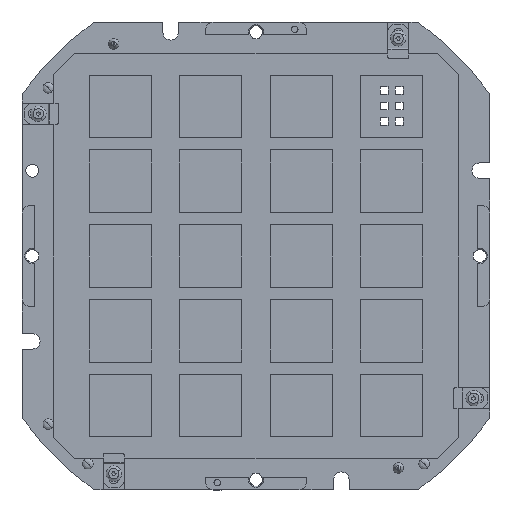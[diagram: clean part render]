
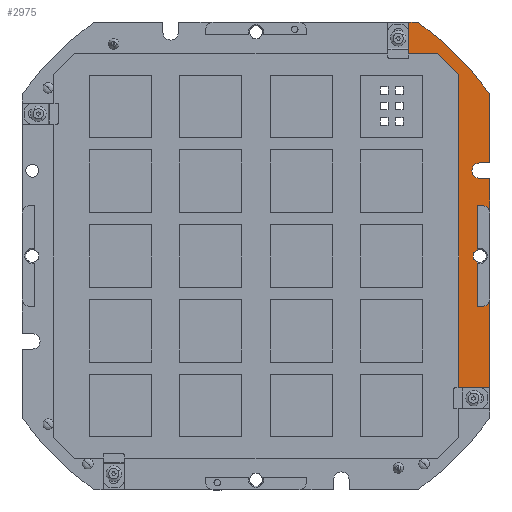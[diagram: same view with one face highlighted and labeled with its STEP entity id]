
A CAD part, front view. The second image highlights one B-rep face of the part: STEP entity #2975.
In plain terms, the highlighted planar face has unit normal (0, -1, 0).
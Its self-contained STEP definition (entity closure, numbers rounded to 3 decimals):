
#1444 = VERTEX_POINT('',#1445);
#1445 = CARTESIAN_POINT('',(85.5,0.,-2.291));
#1451 = EDGE_CURVE('',#1444,#1452,#1454,.T.);
#1452 = VERTEX_POINT('',#1453);
#1453 = CARTESIAN_POINT('',(85.5,0.,2.291));
#1454 = CIRCLE('',#1455,2.5);
#1455 = AXIS2_PLACEMENT_3D('',#1456,#1457,#1458);
#1456 = CARTESIAN_POINT('',(86.5,0.,0.));
#1457 = DIRECTION('',(0.,1.,0.));
#1458 = DIRECTION('',(0.,-0.,1.));
#2709 = VERTEX_POINT('',#2710);
#2710 = CARTESIAN_POINT('',(78.375,0.,-50.935));
#2716 = EDGE_CURVE('',#2709,#2717,#2719,.T.);
#2717 = VERTEX_POINT('',#2718);
#2718 = CARTESIAN_POINT('',(78.375,0.,70.117));
#2719 = LINE('',#2720,#2721);
#2720 = CARTESIAN_POINT('',(78.375,0.,-78.375));
#2721 = VECTOR('',#2722,1.);
#2722 = DIRECTION('',(0.,0.,1.));
#2738 = EDGE_CURVE('',#2739,#2741,#2743,.T.);
#2739 = VERTEX_POINT('',#2740);
#2740 = CARTESIAN_POINT('',(70.117,0.,78.375));
#2741 = VERTEX_POINT('',#2742);
#2742 = CARTESIAN_POINT('',(59.065,0.,78.375));
#2743 = LINE('',#2744,#2745);
#2744 = CARTESIAN_POINT('',(-78.375,0.,78.375));
#2745 = VECTOR('',#2746,1.);
#2746 = DIRECTION('',(-1.,0.,0.));
#2975 = ADVANCED_FACE('',(#2976),#3115,.F.);
#2976 = FACE_BOUND('',#2977,.T.);
#2977 = EDGE_LOOP('',(#2978,#2986,#2987,#2993,#2994,#3002,#3010,#3019,
    #3027,#3033,#3034,#3042,#3050,#3059,#3067,#3075,#3084,#3092,#3100,
    #3109));
#2978 = ORIENTED_EDGE('',*,*,#2979,.F.);
#2979 = EDGE_CURVE('',#2741,#2980,#2982,.T.);
#2980 = VERTEX_POINT('',#2981);
#2981 = CARTESIAN_POINT('',(59.065,0.,90.5));
#2982 = LINE('',#2983,#2984);
#2983 = CARTESIAN_POINT('',(59.065,0.,79.375));
#2984 = VECTOR('',#2985,1.);
#2985 = DIRECTION('',(0.,0.,1.));
#2986 = ORIENTED_EDGE('',*,*,#2738,.F.);
#2987 = ORIENTED_EDGE('',*,*,#2988,.T.);
#2988 = EDGE_CURVE('',#2739,#2717,#2989,.T.);
#2989 = LINE('',#2990,#2991);
#2990 = CARTESIAN_POINT('',(74.246,0.,74.246));
#2991 = VECTOR('',#2992,1.);
#2992 = DIRECTION('',(0.707,0.,-0.707));
#2993 = ORIENTED_EDGE('',*,*,#2716,.F.);
#2994 = ORIENTED_EDGE('',*,*,#2995,.F.);
#2995 = EDGE_CURVE('',#2996,#2709,#2998,.T.);
#2996 = VERTEX_POINT('',#2997);
#2997 = CARTESIAN_POINT('',(90.5,0.,-50.935));
#2998 = LINE('',#2999,#3000);
#2999 = CARTESIAN_POINT('',(90.5,0.,-50.935));
#3000 = VECTOR('',#3001,1.);
#3001 = DIRECTION('',(-1.,0.,0.));
#3002 = ORIENTED_EDGE('',*,*,#3003,.F.);
#3003 = EDGE_CURVE('',#3004,#2996,#3006,.T.);
#3004 = VERTEX_POINT('',#3005);
#3005 = CARTESIAN_POINT('',(90.5,0.,-16.5));
#3006 = LINE('',#3007,#3008);
#3007 = CARTESIAN_POINT('',(90.5,0.,0.));
#3008 = VECTOR('',#3009,1.);
#3009 = DIRECTION('',(0.,0.,-1.));
#3010 = ORIENTED_EDGE('',*,*,#3011,.T.);
#3011 = EDGE_CURVE('',#3004,#3012,#3014,.T.);
#3012 = VERTEX_POINT('',#3013);
#3013 = CARTESIAN_POINT('',(87.5,0.,-19.5));
#3014 = CIRCLE('',#3015,3.);
#3015 = AXIS2_PLACEMENT_3D('',#3016,#3017,#3018);
#3016 = CARTESIAN_POINT('',(87.5,0.,-16.5));
#3017 = DIRECTION('',(0.,1.,0.));
#3018 = DIRECTION('',(0.,-0.,1.));
#3019 = ORIENTED_EDGE('',*,*,#3020,.F.);
#3020 = EDGE_CURVE('',#3021,#3012,#3023,.T.);
#3021 = VERTEX_POINT('',#3022);
#3022 = CARTESIAN_POINT('',(85.5,0.,-19.5));
#3023 = LINE('',#3024,#3025);
#3024 = CARTESIAN_POINT('',(85.5,0.,-19.5));
#3025 = VECTOR('',#3026,1.);
#3026 = DIRECTION('',(1.,0.,0.));
#3027 = ORIENTED_EDGE('',*,*,#3028,.F.);
#3028 = EDGE_CURVE('',#1444,#3021,#3029,.T.);
#3029 = LINE('',#3030,#3031);
#3030 = CARTESIAN_POINT('',(85.5,0.,-19.5));
#3031 = VECTOR('',#3032,1.);
#3032 = DIRECTION('',(0.,0.,-1.));
#3033 = ORIENTED_EDGE('',*,*,#1451,.T.);
#3034 = ORIENTED_EDGE('',*,*,#3035,.F.);
#3035 = EDGE_CURVE('',#3036,#1452,#3038,.T.);
#3036 = VERTEX_POINT('',#3037);
#3037 = CARTESIAN_POINT('',(85.5,0.,19.5));
#3038 = LINE('',#3039,#3040);
#3039 = CARTESIAN_POINT('',(85.5,0.,2.291));
#3040 = VECTOR('',#3041,1.);
#3041 = DIRECTION('',(0.,0.,-1.));
#3042 = ORIENTED_EDGE('',*,*,#3043,.F.);
#3043 = EDGE_CURVE('',#3044,#3036,#3046,.T.);
#3044 = VERTEX_POINT('',#3045);
#3045 = CARTESIAN_POINT('',(87.5,0.,19.5));
#3046 = LINE('',#3047,#3048);
#3047 = CARTESIAN_POINT('',(85.5,0.,19.5));
#3048 = VECTOR('',#3049,1.);
#3049 = DIRECTION('',(-1.,0.,0.));
#3050 = ORIENTED_EDGE('',*,*,#3051,.T.);
#3051 = EDGE_CURVE('',#3044,#3052,#3054,.T.);
#3052 = VERTEX_POINT('',#3053);
#3053 = CARTESIAN_POINT('',(90.5,0.,16.5));
#3054 = CIRCLE('',#3055,3.);
#3055 = AXIS2_PLACEMENT_3D('',#3056,#3057,#3058);
#3056 = CARTESIAN_POINT('',(87.5,0.,16.5));
#3057 = DIRECTION('',(0.,1.,0.));
#3058 = DIRECTION('',(0.,-0.,1.));
#3059 = ORIENTED_EDGE('',*,*,#3060,.F.);
#3060 = EDGE_CURVE('',#3061,#3052,#3063,.T.);
#3061 = VERTEX_POINT('',#3062);
#3062 = CARTESIAN_POINT('',(90.5,0.,30.));
#3063 = LINE('',#3064,#3065);
#3064 = CARTESIAN_POINT('',(90.5,0.,0.));
#3065 = VECTOR('',#3066,1.);
#3066 = DIRECTION('',(0.,0.,-1.));
#3067 = ORIENTED_EDGE('',*,*,#3068,.T.);
#3068 = EDGE_CURVE('',#3061,#3069,#3071,.T.);
#3069 = VERTEX_POINT('',#3070);
#3070 = CARTESIAN_POINT('',(86.5,0.,30.));
#3071 = LINE('',#3072,#3073);
#3072 = CARTESIAN_POINT('',(0.,0.,30.));
#3073 = VECTOR('',#3074,1.);
#3074 = DIRECTION('',(-1.,0.,0.));
#3075 = ORIENTED_EDGE('',*,*,#3076,.T.);
#3076 = EDGE_CURVE('',#3069,#3077,#3079,.T.);
#3077 = VERTEX_POINT('',#3078);
#3078 = CARTESIAN_POINT('',(86.5,0.,36.));
#3079 = CIRCLE('',#3080,3.);
#3080 = AXIS2_PLACEMENT_3D('',#3081,#3082,#3083);
#3081 = CARTESIAN_POINT('',(86.5,0.,33.));
#3082 = DIRECTION('',(0.,1.,0.));
#3083 = DIRECTION('',(0.,-0.,1.));
#3084 = ORIENTED_EDGE('',*,*,#3085,.T.);
#3085 = EDGE_CURVE('',#3077,#3086,#3088,.T.);
#3086 = VERTEX_POINT('',#3087);
#3087 = CARTESIAN_POINT('',(90.5,0.,36.));
#3088 = LINE('',#3089,#3090);
#3089 = CARTESIAN_POINT('',(0.,0.,36.));
#3090 = VECTOR('',#3091,1.);
#3091 = DIRECTION('',(1.,0.,0.));
#3092 = ORIENTED_EDGE('',*,*,#3093,.F.);
#3093 = EDGE_CURVE('',#3094,#3086,#3096,.T.);
#3094 = VERTEX_POINT('',#3095);
#3095 = CARTESIAN_POINT('',(90.5,0.,62.528));
#3096 = LINE('',#3097,#3098);
#3097 = CARTESIAN_POINT('',(90.5,0.,0.));
#3098 = VECTOR('',#3099,1.);
#3099 = DIRECTION('',(0.,0.,-1.));
#3100 = ORIENTED_EDGE('',*,*,#3101,.F.);
#3101 = EDGE_CURVE('',#3102,#3094,#3104,.T.);
#3102 = VERTEX_POINT('',#3103);
#3103 = CARTESIAN_POINT('',(62.528,0.,90.5));
#3104 = CIRCLE('',#3105,110.);
#3105 = AXIS2_PLACEMENT_3D('',#3106,#3107,#3108);
#3106 = CARTESIAN_POINT('',(0.,0.,0.));
#3107 = DIRECTION('',(0.,1.,0.));
#3108 = DIRECTION('',(0.,-0.,1.));
#3109 = ORIENTED_EDGE('',*,*,#3110,.F.);
#3110 = EDGE_CURVE('',#2980,#3102,#3111,.T.);
#3111 = LINE('',#3112,#3113);
#3112 = CARTESIAN_POINT('',(0.,0.,90.5));
#3113 = VECTOR('',#3114,1.);
#3114 = DIRECTION('',(1.,0.,0.));
#3115 = PLANE('',#3116);
#3116 = AXIS2_PLACEMENT_3D('',#3117,#3118,#3119);
#3117 = CARTESIAN_POINT('',(0.,0.,0.));
#3118 = DIRECTION('',(-0.,1.,0.));
#3119 = DIRECTION('',(1.,0.,0.));
